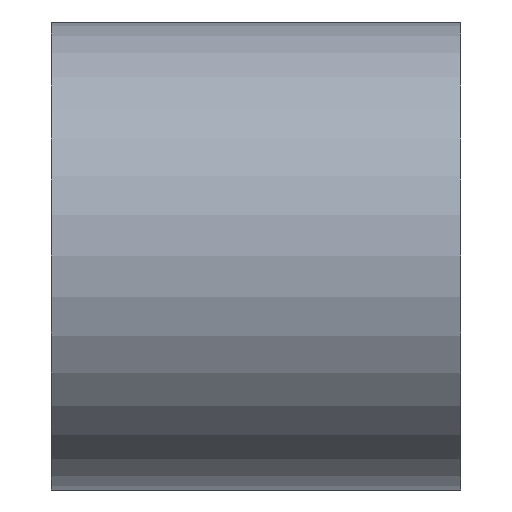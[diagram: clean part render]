
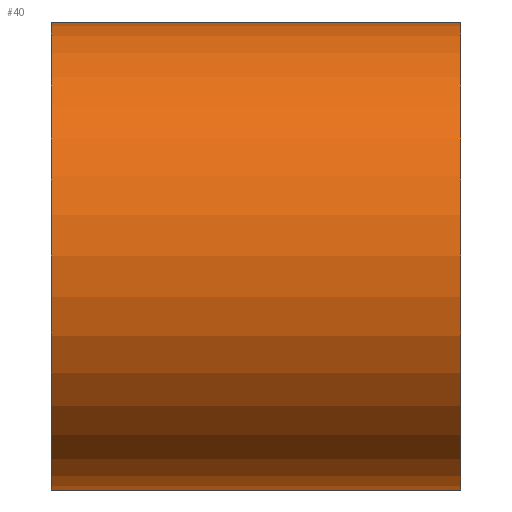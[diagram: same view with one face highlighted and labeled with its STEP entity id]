
A CAD part, left-side view. The second image highlights one B-rep face of the part: STEP entity #40.
In plain terms, the highlighted cylindrical face has radius 4 mm (diameter 8 mm), a partial arc.
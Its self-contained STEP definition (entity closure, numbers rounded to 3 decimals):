
#40 = ADVANCED_FACE( '', ( #74 ), #75, .T. );
#74 = FACE_OUTER_BOUND( '', #99, .T. );
#75 = CYLINDRICAL_SURFACE( '', #100, 4. );
#99 = EDGE_LOOP( '', ( #143, #144, #145, #146 ) );
#100 = AXIS2_PLACEMENT_3D( '', #147, #148, #149 );
#143 = ORIENTED_EDGE( '', *, *, #156, .T. );
#144 = ORIENTED_EDGE( '', *, *, #166, .F. );
#145 = ORIENTED_EDGE( '', *, *, #160, .F. );
#146 = ORIENTED_EDGE( '', *, *, #164, .T. );
#147 = CARTESIAN_POINT( '', ( -31., 3.5, 0. ) );
#148 = DIRECTION( '', ( 0., 1., 0. ) );
#149 = DIRECTION( '', ( 0., 0., -1. ) );
#156 = EDGE_CURVE( '', #178, #179, #180, .T. );
#160 = EDGE_CURVE( '', #184, #185, #186, .T. );
#164 = EDGE_CURVE( '', #184, #178, #190, .T. );
#166 = EDGE_CURVE( '', #185, #179, #192, .T. );
#178 = VERTEX_POINT( '', #206 );
#179 = VERTEX_POINT( '', #207 );
#180 = CIRCLE( '', #208, 4. );
#184 = VERTEX_POINT( '', #214 );
#185 = VERTEX_POINT( '', #215 );
#186 = CIRCLE( '', #216, 4. );
#190 = LINE( '', #222, #223 );
#192 = LINE( '', #225, #226 );
#206 = CARTESIAN_POINT( '', ( -31., -3.5, -4. ) );
#207 = CARTESIAN_POINT( '', ( -31., -3.5, 4. ) );
#208 = AXIS2_PLACEMENT_3D( '', #236, #237, #238 );
#214 = CARTESIAN_POINT( '', ( -31., 3.5, -4. ) );
#215 = CARTESIAN_POINT( '', ( -31., 3.5, 4. ) );
#216 = AXIS2_PLACEMENT_3D( '', #241, #242, #243 );
#222 = CARTESIAN_POINT( '', ( -31., 3.5, -4. ) );
#223 = VECTOR( '', #246, 1000. );
#225 = CARTESIAN_POINT( '', ( -31., 3.5, 4. ) );
#226 = VECTOR( '', #247, 1000. );
#236 = CARTESIAN_POINT( '', ( -31., -3.5, 0. ) );
#237 = DIRECTION( '', ( 0., 1., 0. ) );
#238 = DIRECTION( '', ( 1., 0., 0. ) );
#241 = CARTESIAN_POINT( '', ( -31., 3.5, 0. ) );
#242 = DIRECTION( '', ( 0., 1., 0. ) );
#243 = DIRECTION( '', ( 1., 0., 0. ) );
#246 = DIRECTION( '', ( 0., -1., 0. ) );
#247 = DIRECTION( '', ( 0., -1., 0. ) );
